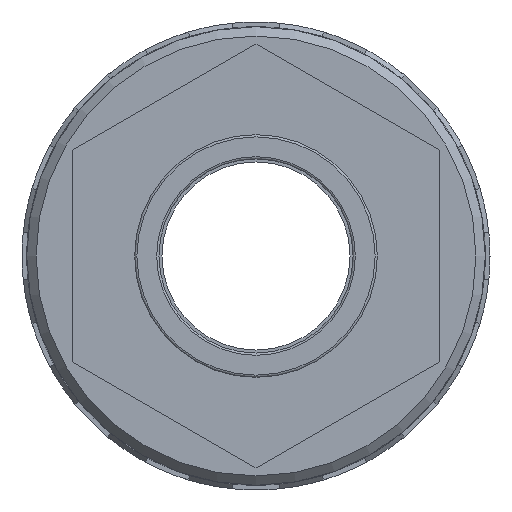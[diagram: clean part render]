
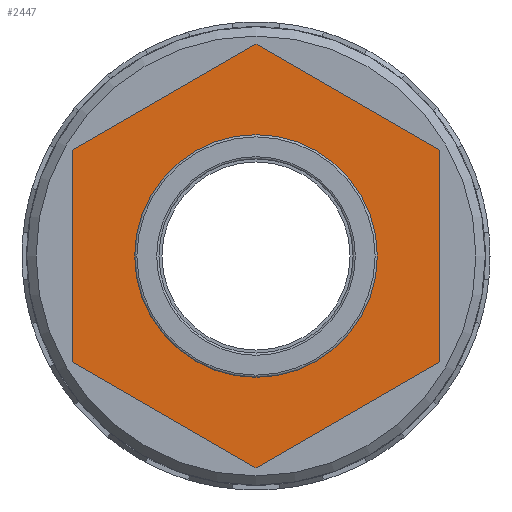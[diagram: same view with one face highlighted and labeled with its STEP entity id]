
A CAD part, left-side view. The second image highlights one B-rep face of the part: STEP entity #2447.
In plain terms, the highlighted planar face has unit normal (-1, 0, 0).
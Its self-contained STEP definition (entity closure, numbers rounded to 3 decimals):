
#68=FACE_BOUND('',#495,.T.);
#202=CIRCLE('',#2685,13.221);
#341=FACE_OUTER_BOUND('',#494,.T.);
#494=EDGE_LOOP('',(#2227,#2228,#2229,#2230,#2231,#2232));
#495=EDGE_LOOP('',(#2233));
#498=LINE('',#3451,#724);
#502=LINE('',#3458,#728);
#505=LINE('',#3466,#731);
#509=LINE('',#3473,#735);
#511=LINE('',#3476,#737);
#513=LINE('',#3479,#739);
#724=VECTOR('',#2711,23.094);
#728=VECTOR('',#2717,23.094);
#731=VECTOR('',#2722,23.094);
#735=VECTOR('',#2728,23.094);
#737=VECTOR('',#2732,23.094);
#739=VECTOR('',#2736,23.094);
#950=VERTEX_POINT('',#3448);
#951=VERTEX_POINT('',#3450);
#953=VERTEX_POINT('',#3456);
#956=VERTEX_POINT('',#3463);
#957=VERTEX_POINT('',#3465);
#959=VERTEX_POINT('',#3471);
#1179=VERTEX_POINT('',#4134);
#1189=EDGE_CURVE('',#950,#951,#498,.T.);
#1193=EDGE_CURVE('',#953,#950,#502,.T.);
#1196=EDGE_CURVE('',#956,#957,#505,.T.);
#1200=EDGE_CURVE('',#959,#956,#509,.T.);
#1202=EDGE_CURVE('',#951,#959,#511,.T.);
#1204=EDGE_CURVE('',#957,#953,#513,.T.);
#1526=EDGE_CURVE('',#1179,#1179,#202,.T.);
#2227=ORIENTED_EDGE('',*,*,#1189,.F.);
#2228=ORIENTED_EDGE('',*,*,#1193,.F.);
#2229=ORIENTED_EDGE('',*,*,#1204,.F.);
#2230=ORIENTED_EDGE('',*,*,#1196,.F.);
#2231=ORIENTED_EDGE('',*,*,#1200,.F.);
#2232=ORIENTED_EDGE('',*,*,#1202,.F.);
#2233=ORIENTED_EDGE('',*,*,#1526,.F.);
#2315=PLANE('',#2704);
#2447=ADVANCED_FACE('',(#341,#68),#2315,.T.);
#2685=AXIS2_PLACEMENT_3D('',#4135,#3401,#3402);
#2704=AXIS2_PLACEMENT_3D('',#4163,#3441,#3442);
#2711=DIRECTION('',(0.,-0.866,-0.5));
#2717=DIRECTION('',(0.,-0.866,0.5));
#2722=DIRECTION('',(0.,0.866,0.5));
#2728=DIRECTION('',(0.,0.866,-0.5));
#2732=DIRECTION('',(0.,0.,-1.));
#2736=DIRECTION('',(0.,0.,1.));
#3401=DIRECTION('center_axis',(-1.,0.,0.));
#3402=DIRECTION('ref_axis',(0.,0.,1.));
#3441=DIRECTION('center_axis',(-1.,0.,0.));
#3442=DIRECTION('ref_axis',(0.,0.,1.));
#3448=CARTESIAN_POINT('',(-15.15,0.,23.094));
#3450=CARTESIAN_POINT('',(-15.15,-20.,11.547));
#3451=CARTESIAN_POINT('',(-15.15,0.,23.094));
#3456=CARTESIAN_POINT('',(-15.15,20.,11.547));
#3458=CARTESIAN_POINT('',(-15.15,20.,11.547));
#3463=CARTESIAN_POINT('',(-15.15,0.,-23.094));
#3465=CARTESIAN_POINT('',(-15.15,20.,-11.547));
#3466=CARTESIAN_POINT('',(-15.15,0.,-23.094));
#3471=CARTESIAN_POINT('',(-15.15,-20.,-11.547));
#3473=CARTESIAN_POINT('',(-15.15,-20.,-11.547));
#3476=CARTESIAN_POINT('',(-15.15,-20.,11.547));
#3479=CARTESIAN_POINT('',(-15.15,20.,-11.547));
#4134=CARTESIAN_POINT('',(-15.15,-13.221,0.));
#4135=CARTESIAN_POINT('Origin',(-15.15,0.,0.));
#4163=CARTESIAN_POINT('Origin',(-15.15,-13.221,0.));
